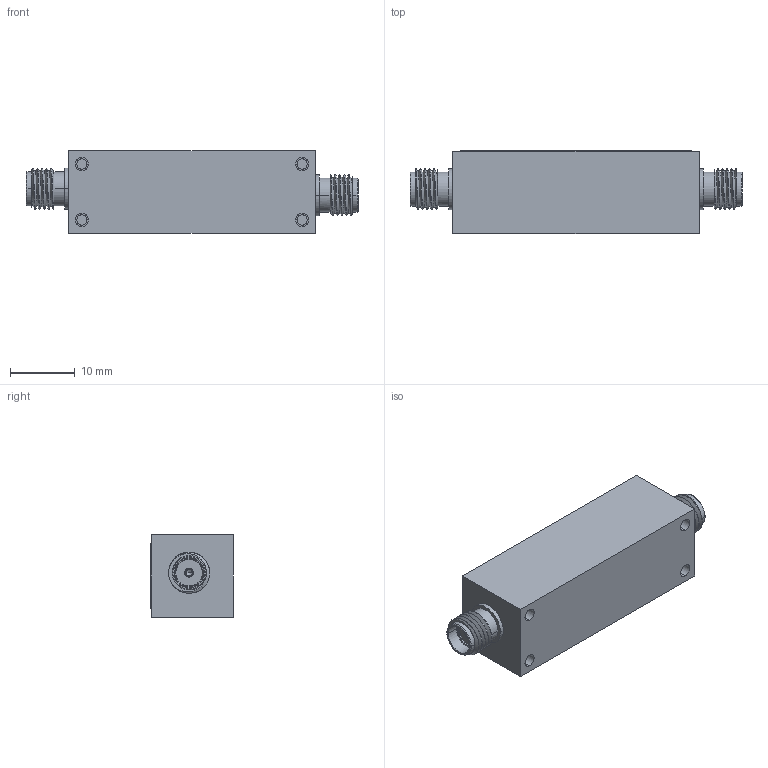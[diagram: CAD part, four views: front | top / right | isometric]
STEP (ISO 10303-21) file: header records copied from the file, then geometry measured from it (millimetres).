
FILE_DESCRIPTION (( 'STEP AP214' ), '1' );
FILE_NAME ('SATCOM-0001 3D MODEL.STEP', '2024-10-29T17:52:07', ( '' ), ( '' ), 'SwSTEP 2.0', 'SolidWorks 2024', '' );
FILE_SCHEMA (( 'AUTOMOTIVE_DESIGN' ));
Length unit declared in the file: inch
Products named in the file (1): SATCOM-0001 3D MODEL
Bounding box: 51.31 x 12.83 x 12.7 mm (x, y, z)
Volume: 6551.9 mm3; surface area: 3840.7 mm2
Topology: 4 solids, 6 shells, 1150 faces, 4278 edges, 3254 vertices
Faces by surface type: cylinder 576, torus 420, plane 142, cone 8, bspline 4
Entity records: 62309 total; most frequent: CARTESIAN_POINT 25894, ORIENTED_EDGE 8540, DIRECTION 6909, EDGE_CURVE 4270, VERTEX_POINT 3254, AXIS2_PLACEMENT_3D 2613, LINE 1683, VECTOR 1683
